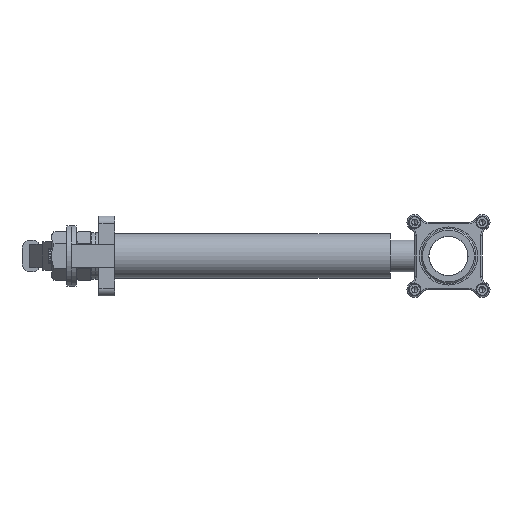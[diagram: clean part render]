
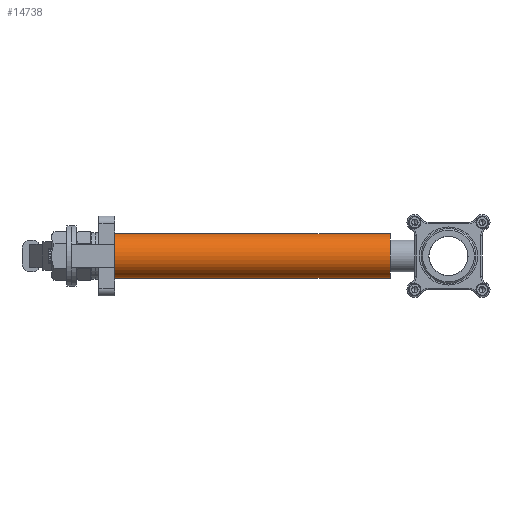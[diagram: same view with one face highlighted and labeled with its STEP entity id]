
A CAD part, left-side view. The second image highlights one B-rep face of the part: STEP entity #14738.
In plain terms, the highlighted cylindrical face has radius 14.2 mm (diameter 28.4 mm), a partial arc.
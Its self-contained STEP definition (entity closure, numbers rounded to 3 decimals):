
#457 = VERTEX_POINT ( 'NONE', #20213 ) ;
#1539 = CARTESIAN_POINT ( 'NONE',  ( 0., 213., 0. ) ) ;
#3801 = CARTESIAN_POINT ( 'NONE',  ( 0., 37.17, 0. ) ) ;
#4078 = AXIS2_PLACEMENT_3D ( 'NONE', #1539, #33056, #96038 ) ;
#14738 = ADVANCED_FACE ( 'NONE', ( #23781 ), #38251, .T. ) ;
#15363 = EDGE_CURVE ( 'NONE', #36344, #65212, #84838, .T. ) ;
#20213 = CARTESIAN_POINT ( 'NONE',  ( 0., 37.17, 14.2 ) ) ;
#23781 = FACE_OUTER_BOUND ( 'NONE', #34459, .T. ) ;
#23952 = ORIENTED_EDGE ( 'NONE', *, *, #73707, .T. ) ;
#25705 = LINE ( 'NONE', #73172, #71841 ) ;
#26006 = EDGE_CURVE ( 'NONE', #36344, #457, #69182, .T. ) ;
#30015 = CARTESIAN_POINT ( 'NONE',  ( 0., 213., -14.2 ) ) ;
#33056 = DIRECTION ( 'NONE',  ( 0., -1., 0. ) ) ;
#34459 = EDGE_LOOP ( 'NONE', ( #46724, #46912, #23952, #81128 ) ) ;
#36344 = VERTEX_POINT ( 'NONE', #55310 ) ;
#38251 = CYLINDRICAL_SURFACE ( 'NONE', #53469, 14.2 ) ;
#40078 = CARTESIAN_POINT ( 'NONE',  ( 0., 37.17, -14.2 ) ) ;
#41068 = AXIS2_PLACEMENT_3D ( 'NONE', #3801, #73026, #80772 ) ;
#44936 = CARTESIAN_POINT ( 'NONE',  ( 0., 0., 14.2 ) ) ;
#46724 = ORIENTED_EDGE ( 'NONE', *, *, #26006, .F. ) ;
#46912 = ORIENTED_EDGE ( 'NONE', *, *, #15363, .T. ) ;
#53469 = AXIS2_PLACEMENT_3D ( 'NONE', #86750, #69730, #101246 ) ;
#55310 = CARTESIAN_POINT ( 'NONE',  ( 0., 213., 14.2 ) ) ;
#65212 = VERTEX_POINT ( 'NONE', #30015 ) ;
#65256 = VECTOR ( 'NONE', #85686, 1000. ) ;
#69182 = LINE ( 'NONE', #44936, #65256 ) ;
#69730 = DIRECTION ( 'NONE',  ( 0., -1., 0. ) ) ;
#71841 = VECTOR ( 'NONE', #96943, 1000. ) ;
#73026 = DIRECTION ( 'NONE',  ( 0., -1., 0. ) ) ;
#73172 = CARTESIAN_POINT ( 'NONE',  ( 0., 0., -14.2 ) ) ;
#73707 = EDGE_CURVE ( 'NONE', #65212, #86398, #25705, .T. ) ;
#80772 = DIRECTION ( 'NONE',  ( 0., 0., -1. ) ) ;
#81128 = ORIENTED_EDGE ( 'NONE', *, *, #93380, .F. ) ;
#84838 = CIRCLE ( 'NONE', #4078, 14.2 ) ;
#85686 = DIRECTION ( 'NONE',  ( 0., -1., 0. ) ) ;
#86398 = VERTEX_POINT ( 'NONE', #40078 ) ;
#86750 = CARTESIAN_POINT ( 'NONE',  ( 0., 0., 0. ) ) ;
#93380 = EDGE_CURVE ( 'NONE', #457, #86398, #93819, .T. ) ;
#93819 = CIRCLE ( 'NONE', #41068, 14.2 ) ;
#96038 = DIRECTION ( 'NONE',  ( 0., 0., -1. ) ) ;
#96943 = DIRECTION ( 'NONE',  ( 0., -1., 0. ) ) ;
#101246 = DIRECTION ( 'NONE',  ( 0., 0., -1. ) ) ;
